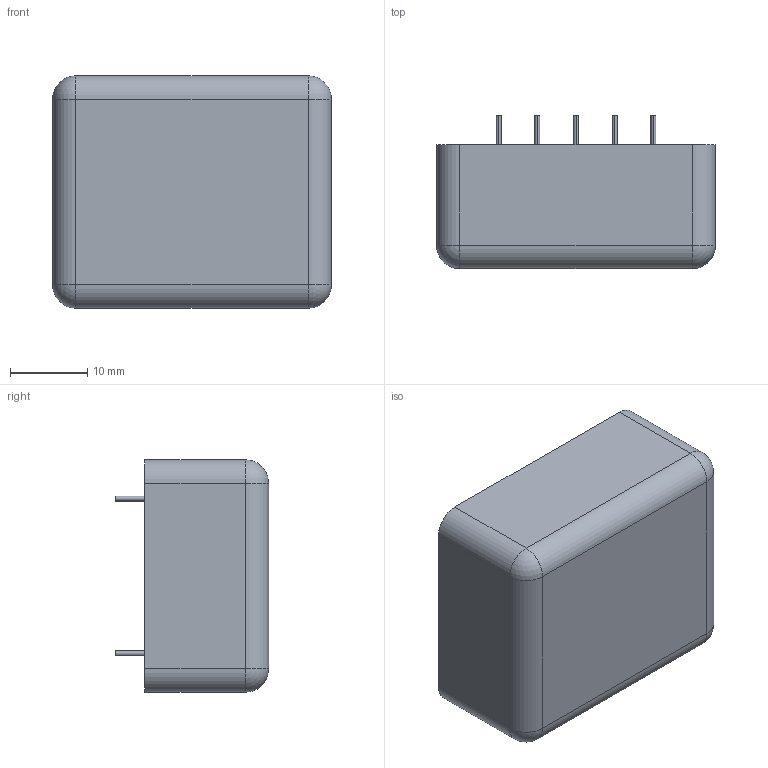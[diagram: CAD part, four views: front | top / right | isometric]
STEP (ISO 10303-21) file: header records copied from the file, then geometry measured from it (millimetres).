
FILE_DESCRIPTION (( 'STEP AP214' ), '1' );
FILE_NAME ('VTX-LIN21.STEP', '2025-10-24T16:26:30', ( '' ), ( '' ), 'SwSTEP 2.0', 'SolidWorks 2024', '' );
FILE_SCHEMA (( 'AUTOMOTIVE_DESIGN' ));
Length unit declared in the file: millimetre
Products named in the file (4): VTX-LIN21 BOBBIN; VTX-LIN21 CAN; VTX-LIN21; VTX-LIN21 Lid
Assembly tree (3 placements, depth 2):
  VTX-LIN21
    VTX-LIN21 CAN
    VTX-LIN21 BOBBIN
    VTX-LIN21 Lid
Bounding box: 36 x 19.8 x 30 mm (x, y, z)
Volume: 12724.3 mm3; surface area: 10874.8 mm2
Topology: 3 solids, 3 shells, 110 faces, 258 edges, 152 vertices
Faces by surface type: cylinder 66, plane 32, sphere 12
Entity records: 3235 total; most frequent: DIRECTION 610, CARTESIAN_POINT 514, ORIENTED_EDGE 492, AXIS2_PLACEMENT_3D 248, EDGE_CURVE 246, VERTEX_POINT 152, EDGE_LOOP 140, CIRCLE 132
